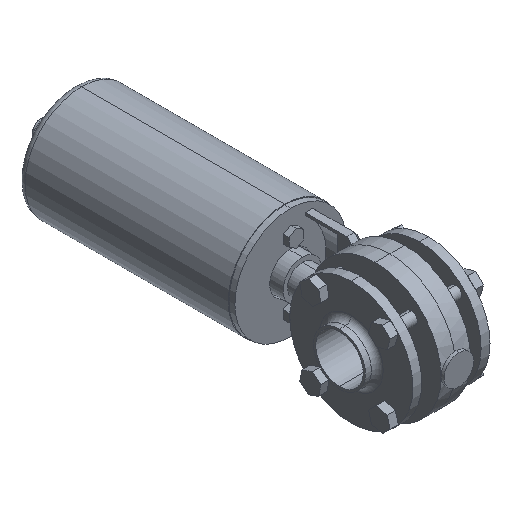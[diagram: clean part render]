
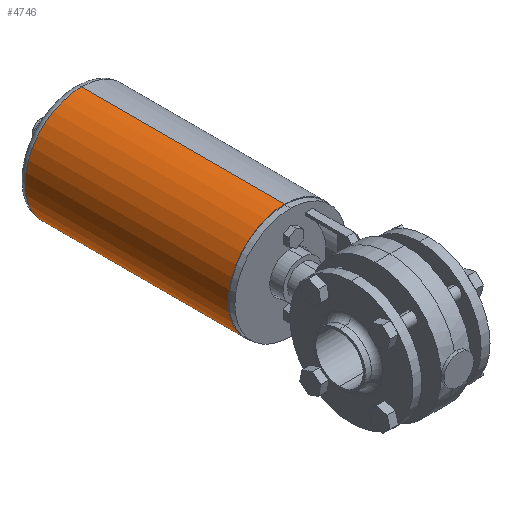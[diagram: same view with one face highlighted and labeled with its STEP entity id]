
A CAD part, isometric view. The second image highlights one B-rep face of the part: STEP entity #4746.
In plain terms, the highlighted cylindrical face has radius 38 mm (diameter 76 mm), a partial arc.
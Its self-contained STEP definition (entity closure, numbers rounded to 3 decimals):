
#8 = DIRECTION ( 'NONE',  ( 0., 0., 1. ) ) ;
#75 = VERTEX_POINT ( 'NONE', #3414 ) ;
#861 = DIRECTION ( 'NONE',  ( 0., -1., 0. ) ) ;
#929 = VECTOR ( 'NONE', #1756, 1000. ) ;
#938 = LINE ( 'NONE', #2617, #929 ) ;
#998 = ORIENTED_EDGE ( 'NONE', *, *, #1249, .F. ) ;
#1175 = EDGE_LOOP ( 'NONE', ( #998, #4849, #4493, #1823 ) ) ;
#1200 = CYLINDRICAL_SURFACE ( 'NONE', #1379, 38. ) ;
#1249 = EDGE_CURVE ( 'NONE', #4874, #75, #4765, .T. ) ;
#1319 = EDGE_CURVE ( 'NONE', #2464, #5445, #938, .T. ) ;
#1379 = AXIS2_PLACEMENT_3D ( 'NONE', #4602, #4156, #3779 ) ;
#1690 = AXIS2_PLACEMENT_3D ( 'NONE', #3020, #861, #8 ) ;
#1756 = DIRECTION ( 'NONE',  ( 0., -1., 0. ) ) ;
#1823 = ORIENTED_EDGE ( 'NONE', *, *, #5494, .T. ) ;
#2121 = VECTOR ( 'NONE', #4652, 1000. ) ;
#2327 = FACE_OUTER_BOUND ( 'NONE', #1175, .T. ) ;
#2464 = VERTEX_POINT ( 'NONE', #2980 ) ;
#2566 = CARTESIAN_POINT ( 'NONE',  ( 0., 137., 38. ) ) ;
#2617 = CARTESIAN_POINT ( 'NONE',  ( 0., 142., -38. ) ) ;
#2980 = CARTESIAN_POINT ( 'NONE',  ( 0., 137., -38. ) ) ;
#3009 = CARTESIAN_POINT ( 'NONE',  ( 0., 142., 38. ) ) ;
#3020 = CARTESIAN_POINT ( 'NONE',  ( 0., 137., 0. ) ) ;
#3107 = CARTESIAN_POINT ( 'NONE',  ( 0., 0., -38. ) ) ;
#3414 = CARTESIAN_POINT ( 'NONE',  ( 0., 0., 38. ) ) ;
#3480 = CIRCLE ( 'NONE', #4037, 38. ) ;
#3571 = DIRECTION ( 'NONE',  ( 0., 1., 0. ) ) ;
#3779 = DIRECTION ( 'NONE',  ( 0., 0., -1. ) ) ;
#4037 = AXIS2_PLACEMENT_3D ( 'NONE', #4376, #3571, #4432 ) ;
#4156 = DIRECTION ( 'NONE',  ( 0., -1., 0. ) ) ;
#4361 = EDGE_CURVE ( 'NONE', #4874, #2464, #4754, .T. ) ;
#4376 = CARTESIAN_POINT ( 'NONE',  ( 0., 0., 0. ) ) ;
#4432 = DIRECTION ( 'NONE',  ( 0., 0., 1. ) ) ;
#4493 = ORIENTED_EDGE ( 'NONE', *, *, #1319, .T. ) ;
#4602 = CARTESIAN_POINT ( 'NONE',  ( 0., 142., 0. ) ) ;
#4652 = DIRECTION ( 'NONE',  ( 0., -1., 0. ) ) ;
#4746 = ADVANCED_FACE ( 'NONE', ( #2327 ), #1200, .T. ) ;
#4754 = CIRCLE ( 'NONE', #1690, 38. ) ;
#4765 = LINE ( 'NONE', #3009, #2121 ) ;
#4849 = ORIENTED_EDGE ( 'NONE', *, *, #4361, .T. ) ;
#4874 = VERTEX_POINT ( 'NONE', #2566 ) ;
#5445 = VERTEX_POINT ( 'NONE', #3107 ) ;
#5494 = EDGE_CURVE ( 'NONE', #5445, #75, #3480, .T. ) ;
